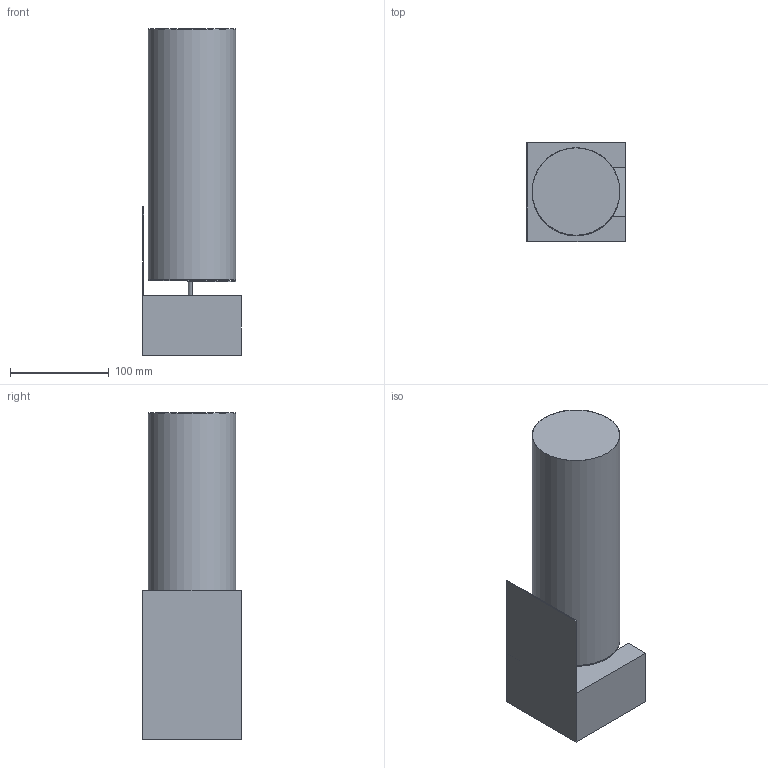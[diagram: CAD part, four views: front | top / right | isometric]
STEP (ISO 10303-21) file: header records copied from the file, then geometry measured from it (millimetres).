
FILE_DESCRIPTION(/* description */ (''),/* implementation_level */ '2;1');
FILE_NAME(/* name */ '5f0e1c1dea593a147fc9c7cb',/* time_stamp */ '2020-07-14T20:57:01+00:00',/* author */ (''),/* organization */ (''),/* preprocessor_version */ 'ST-DEVELOPER v16.7',/* originating_system */ $,/* authorisation */ $);
FILE_SCHEMA (('AUTOMOTIVE_DESIGN {1 0 10303 214 3 1 1}'));
Length unit declared in the file: metre
Products named in the file (4): Part 4; Part 3; Part 2; Part 1
Bounding box: 100 x 100 x 330.2 mm (x, y, z)
Volume: 117825.2 mm3; surface area: 253217.3 mm2
Topology: 4 solids, 4 shells, 41 faces, 90 edges, 60 vertices
Faces by surface type: plane 35, cylinder 6
Full cylindrical faces by diameter (mm): 88.392 x1, 88.9 x1
Entity records: 1213 total; most frequent: CARTESIAN_POINT 193, DIRECTION 190, ORIENTED_EDGE 176, EDGE_CURVE 88, LINE 76, VECTOR 76, VERTEX_POINT 60, AXIS2_PLACEMENT_3D 57
